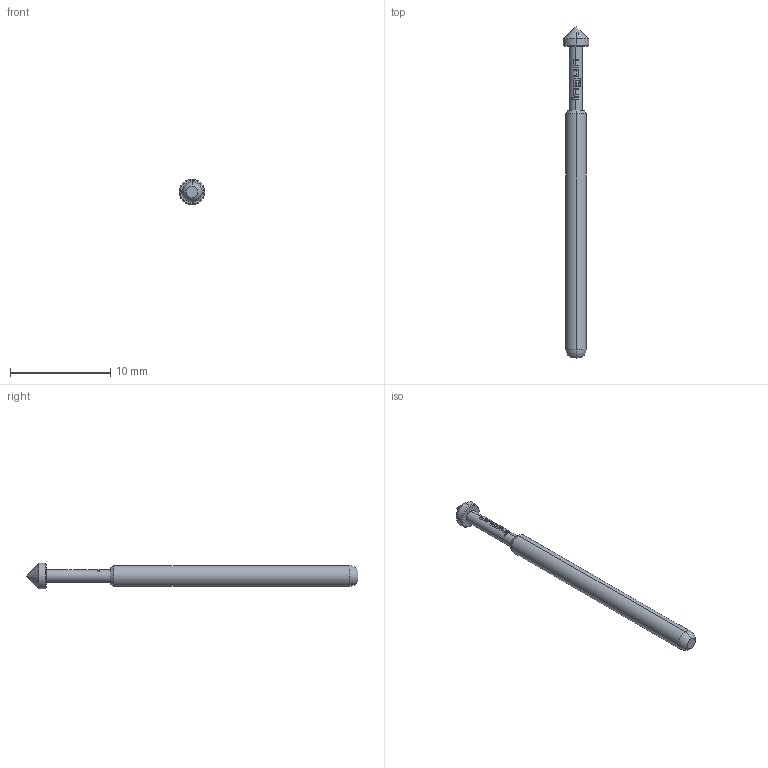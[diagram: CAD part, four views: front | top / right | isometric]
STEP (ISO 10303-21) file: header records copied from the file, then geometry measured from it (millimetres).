
FILE_DESCRIPTION (( 'STEP AP203' ), '1' );
FILE_NAME ('INGUN_GKS-003_308_254_A_xx00.STEP', '2021-09-08T08:33:05', ( 'ochi' ), ( '' ), 'SwSTEP 2.0', 'SolidWorks 2018', '' );
FILE_SCHEMA (( 'CONFIG_CONTROL_DESIGN' ));
Length unit declared in the file: millimetre
Products named in the file (1): INGUN_GKS-003_308_254_A_xx00
Bounding box: 2.54 x 33.1 x 2.54 mm (x, y, z)
Volume: 92.9 mm3; surface area: 206 mm2
Topology: 1 solids, 1 shells, 95 faces, 259 edges, 169 vertices
Faces by surface type: bspline 57, cylinder 16, plane 10, cone 8, torus 4
Entity records: 4124 total; most frequent: CARTESIAN_POINT 2203, ORIENTED_EDGE 514, EDGE_CURVE 257, B_SPLINE_CURVE_WITH_KNOTS 204, VERTEX_POINT 169, DIRECTION 161, EDGE_LOOP 100, ADVANCED_FACE 95
